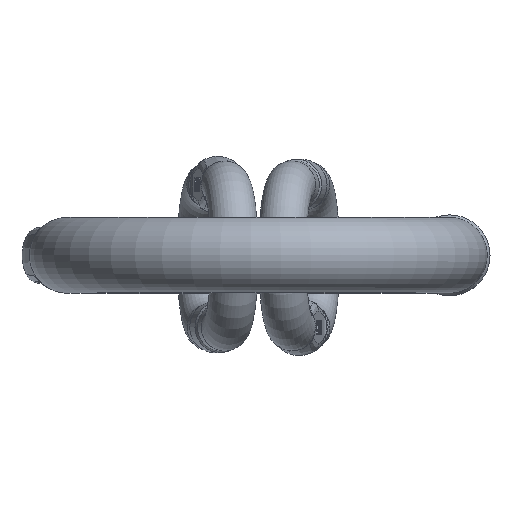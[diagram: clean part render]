
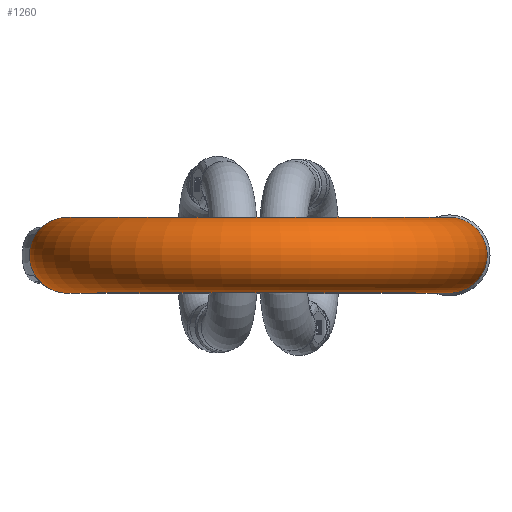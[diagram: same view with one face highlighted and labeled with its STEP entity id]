
A CAD part, top view. The second image highlights one B-rep face of the part: STEP entity #1260.
In plain terms, the highlighted toroidal (fillet/blend) face has major radius 68.5 mm and minor radius 13.5 mm.
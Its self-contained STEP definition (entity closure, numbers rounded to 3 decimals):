
#286=TOROIDAL_SURFACE('',#8841,68.5,13.5);
#899=CIRCLE('',#8826,13.5);
#901=CIRCLE('',#8834,13.5);
#1260=ADVANCED_FACE('',(#1742,#1743),#286,.T.);
#1742=FACE_BOUND('',#2153,.T.);
#1743=FACE_BOUND('',#2154,.T.);
#2153=EDGE_LOOP('',(#4806));
#2154=EDGE_LOOP('',(#4807));
#4806=ORIENTED_EDGE('',*,*,#7235,.T.);
#4807=ORIENTED_EDGE('',*,*,#7201,.F.);
#6125=VERTEX_POINT('',#18744);
#6152=VERTEX_POINT('',#20065);
#7201=EDGE_CURVE('',#6125,#6125,#899,.T.);
#7235=EDGE_CURVE('',#6152,#6152,#901,.T.);
#8826=AXIS2_PLACEMENT_3D('',#18743,#9933,#9934);
#8834=AXIS2_PLACEMENT_3D('',#20064,#9949,#9950);
#8841=AXIS2_PLACEMENT_3D('',#20075,#9963,#9964);
#9933=DIRECTION('',(0.,0.,-1.));
#9934=DIRECTION('',(1.,0.,0.));
#9949=DIRECTION('',(0.,0.,1.));
#9950=DIRECTION('',(1.,0.,0.));
#9963=DIRECTION('',(0.,-1.,0.));
#9964=DIRECTION('',(0.,0.,-1.));
#18743=CARTESIAN_POINT('',(-68.5,0.,40.));
#18744=CARTESIAN_POINT('',(-55.,0.,40.));
#20064=CARTESIAN_POINT('',(68.5,0.,40.));
#20065=CARTESIAN_POINT('',(82.,0.,40.));
#20075=CARTESIAN_POINT('',(0.,0.,40.));
